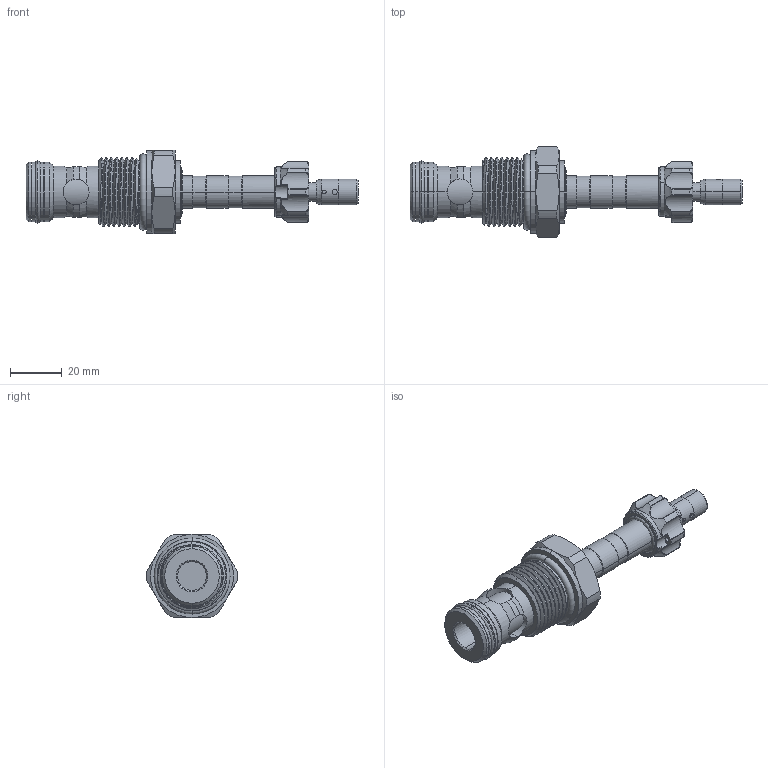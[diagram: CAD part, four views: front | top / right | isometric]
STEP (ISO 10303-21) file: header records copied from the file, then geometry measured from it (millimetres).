
FILE_DESCRIPTION (( 'STEP AP203' ), '1' );
FILE_NAME ('EP27M2A06T05.STEP', '2020-05-13T05:19:34', ( '' ), ( '' ), 'SwSTEP 2.0', 'SolidWorks 2018', '' );
FILE_SCHEMA (( 'CONFIG_CONTROL_DESIGN' ));
Length unit declared in the file: millimetre
Products named in the file (1): EP27M2A06T05
Bounding box: 127.95 x 35.08 x 32 mm (x, y, z)
Volume: 39030 mm3; surface area: 13370.2 mm2
Topology: 4 solids, 4 shells, 302 faces, 721 edges, 442 vertices
Faces by surface type: cylinder 148, cone 55, bspline 37, torus 31, plane 31
Entity records: 13870 total; most frequent: CARTESIAN_POINT 7216, ORIENTED_EDGE 1438, DIRECTION 1313, EDGE_CURVE 719, AXIS2_PLACEMENT_3D 567, VERTEX_POINT 442, EDGE_LOOP 327, FACE_OUTER_BOUND 302
